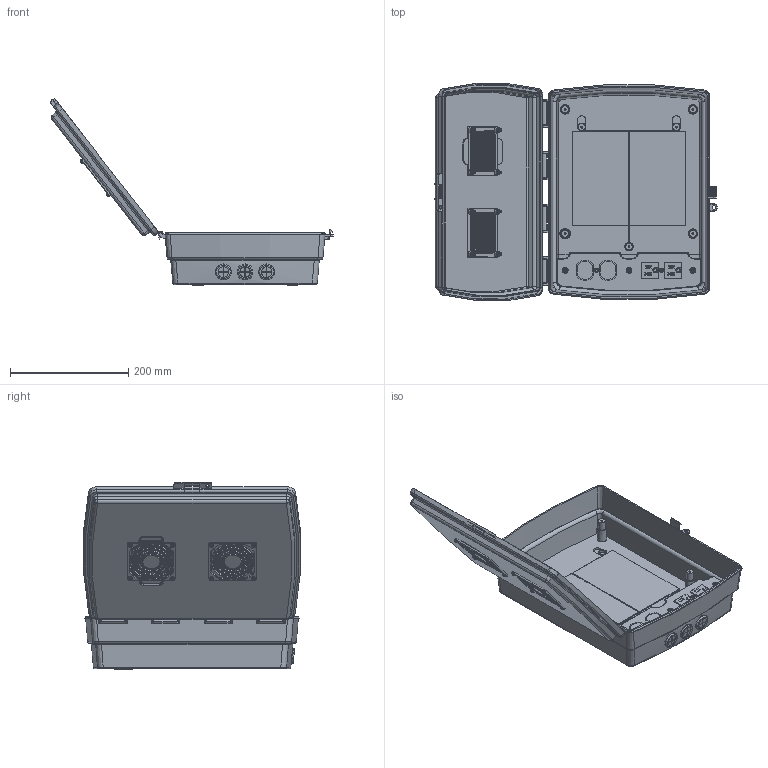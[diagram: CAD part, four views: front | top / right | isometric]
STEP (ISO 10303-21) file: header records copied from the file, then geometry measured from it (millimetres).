
FILE_DESCRIPTION (( 'STEP AP214' ), '1' );
FILE_NAME ('NBP141004-10V_3D.step', '2025-10-23T15:24:47', ( '' ), ( '' ), 'SwSTEP 2.0', 'SolidWorks 2025', '' );
FILE_SCHEMA (( 'AUTOMOTIVE_DESIGN' ));
Length unit declared in the file: inch
Products named in the file (14): XFN-0026; XFS-0076; Fan Screen-All Wires-80x80 ALUM; XMH-0049; NBP141004_Panel; NBP141004_Lid-Vented; NBP141004_PanelScrew; NBP141004_Box; NBP141004_LowerPlate; NBP141004_Velcro tape; NBP141004-10V_3D; NBP141004_ConduitGrommit; NBP141004_120VAC outlet; NBP141004_outletScrew
Assembly tree (34 placements, depth 2):
  NBP141004-10V_3D
    NBP141004_Box
    NBP141004_Lid-Vented
    NBP141004_ConduitGrommit  x3
    NBP141004_LowerPlate
    NBP141004_Panel
    NBP141004_120VAC outlet
    NBP141004_Velcro tape  x2
    Fan Screen-All Wires-80x80 ALUM  x2
    NBP141004_PanelScrew  x3
    NBP141004_outletScrew
    XMH-0049  x2
    XFS-0076  x8
    XFN-0026  x8
Bounding box: 477.22 x 366.88 x 317.23 mm (x, y, z)
Volume: 1122388.3 mm3; surface area: 838642.2 mm2
Topology: 212 solids, 212 shells, 4418 faces, 9946 edges, 6009 vertices
Faces by surface type: cylinder 1447, plane 1311, cone 1238, torus 320, bspline 64, sphere 38
Entity records: 74641 total; most frequent: CARTESIAN_POINT 19540, DIRECTION 11531, ORIENTED_EDGE 10686, EDGE_CURVE 5343, AXIS2_PLACEMENT_3D 4461, VERTEX_POINT 3342, EDGE_LOOP 2697, LINE 2609
